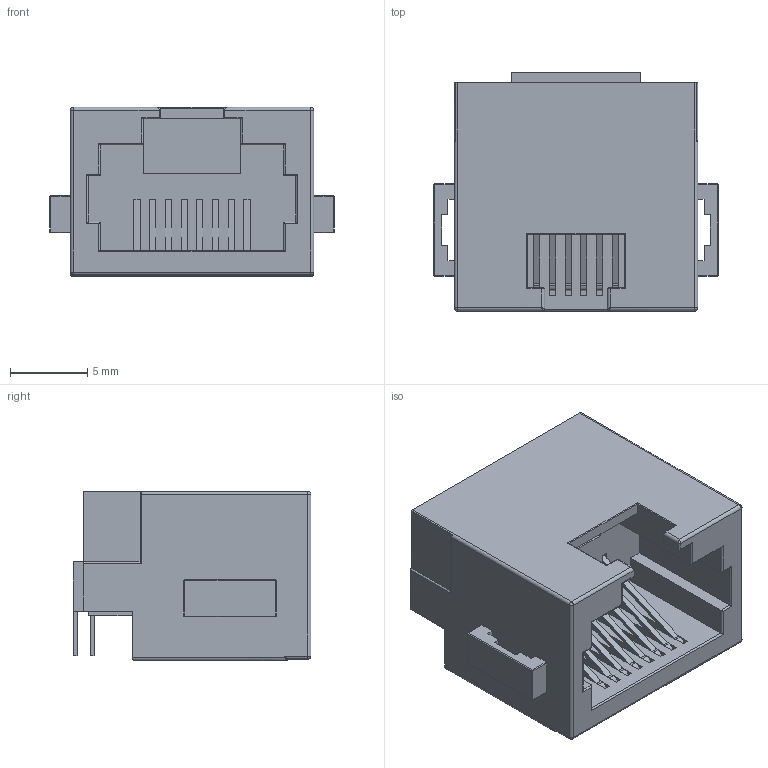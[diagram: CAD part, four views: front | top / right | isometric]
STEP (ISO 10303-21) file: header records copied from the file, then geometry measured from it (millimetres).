
FILE_DESCRIPTION(/* description */ ('Unknown'),/* implementation_level */ '2;1');
FILE_NAME(/* name */ '615008150021',/* time_stamp */ '2018-06-21T14:57:27+02:00',/* author */ ('Unknown'),/* organization */ ('Unknown'),/* preprocessor_version */ 'ST-DEVELOPER v16.7',/* originating_system */ 'DEX',/* authorisation */ $);
FILE_SCHEMA (('AUTOMOTIVE_DESIGN {1 0 10303 214 3 1 1}'));
Length unit declared in the file: millimetre
Products named in the file (4): 615008150021; 615008150021_Housing; 615008150021_Pin; 615008150021_Pin2
Assembly tree (9 placements, depth 2):
  615008150021
    615008150021_Housing
    615008150021_Pin  x4
    615008150021_Pin2  x4
Bounding box: 18.45 x 15.45 x 11 mm (x, y, z)
Volume: 1280.5 mm3; surface area: 2687.9 mm2
Topology: 9 solids, 9 shells, 578 faces, 1641 edges, 1054 vertices
Faces by surface type: plane 412, cylinder 144, sphere 12, bspline 6, torus 4
Entity records: 13635 total; most frequent: CARTESIAN_POINT 2473, ORIENTED_EDGE 2382, DIRECTION 2187, EDGE_CURVE 1191, LINE 1043, VECTOR 1043, VERTEX_POINT 766, AXIS2_PLACEMENT_3D 572
